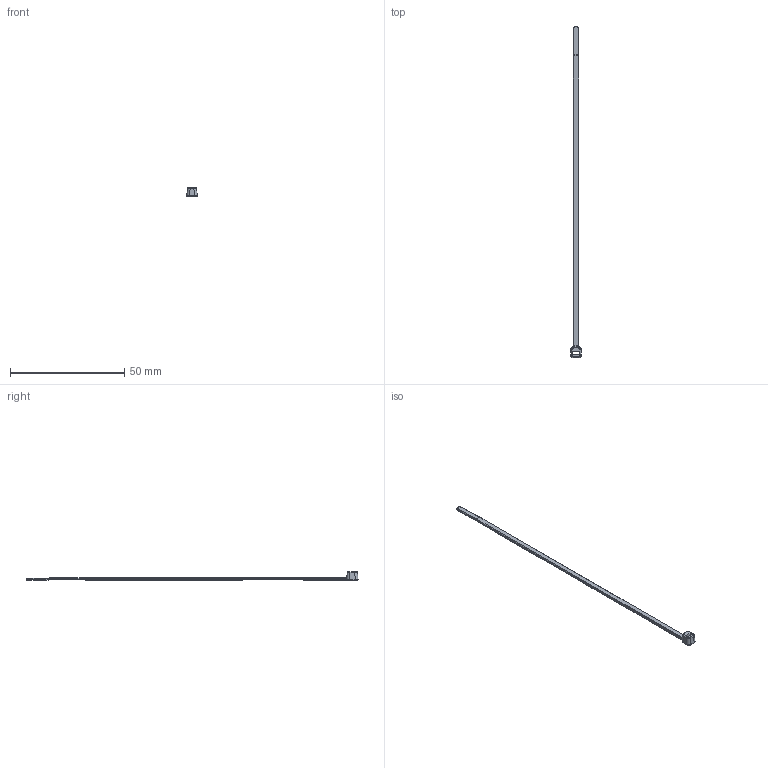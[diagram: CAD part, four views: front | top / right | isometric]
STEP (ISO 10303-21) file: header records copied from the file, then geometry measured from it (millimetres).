
FILE_DESCRIPTION(/* description */ (''),/* implementation_level */ '2;1');
FILE_NAME(/* name */ 'PANDUIT_PLT1.5M-XMR.stp',/* time_stamp */ '2017-01-06T15:54:51-06:00',/* author */ (''),/* organization */ (''),/* preprocessor_version */ 'ST-DEVELOPER v15',/* originating_system */ 'SIEMENS PLM Software NX 8.5',/* authorisation */ '');
FILE_SCHEMA (('AP203_CONFIGURATION_CONTROLLED_3D_DESIGN_OF_MECHANICAL_PARTS_AND_ASSEMBLIES_MIM_LF { 1 0 10303 403 2 1 2}'));
Length unit declared in the file: inch
Products named in the file (1): bwg133C976Bdjco
Bounding box: 4.57 x 145.03 x 3.82 mm (x, y, z)
Volume: 392.3 mm3; surface area: 1043.5 mm2
Topology: 1 solids, 2 shells, 186 faces, 477 edges, 294 vertices
Faces by surface type: plane 73, cylinder 63, bspline 42, extrusion 4, torus 3, cone 1
Entity records: 6933 total; most frequent: CARTESIAN_POINT 2590, ORIENTED_EDGE 954, DIRECTION 807, EDGE_CURVE 477, VERTEX_POINT 294, AXIS2_PLACEMENT_3D 275, VECTOR 257, LINE 253
